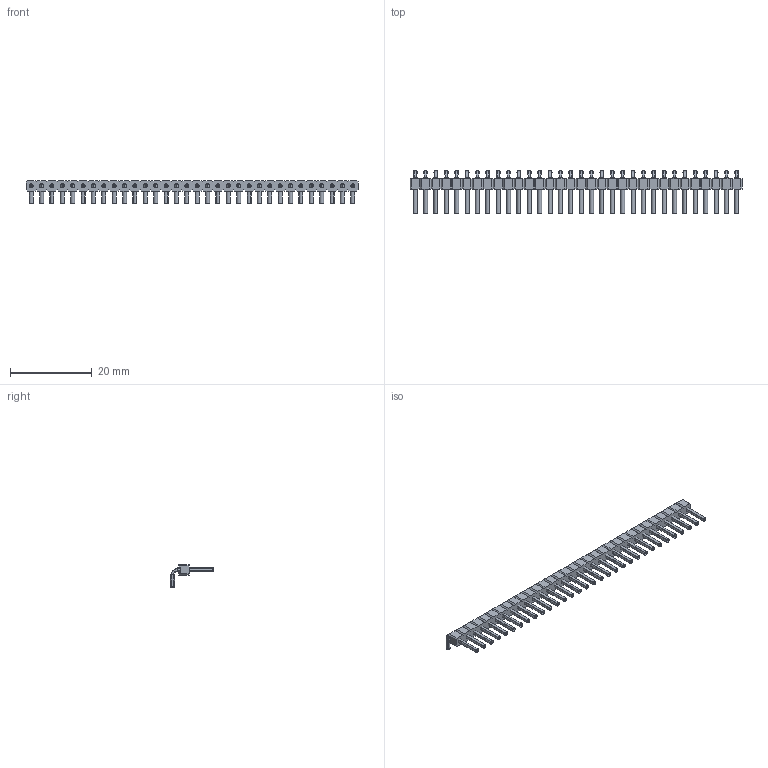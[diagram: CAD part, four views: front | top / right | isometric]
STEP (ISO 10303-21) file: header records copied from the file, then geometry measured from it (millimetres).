
FILE_DESCRIPTION(/* description */ ('-'),/* implementation_level */ '2;1');
FILE_NAME(/* name */ 'Stiftleiste, RM 2,54 mm - 6-3 mm, gewinkelt 90° stehend - 1 x 32 - schwarz',/* time_stamp */ '2022-04-28T23:38:27+02:00',/* author */ ('c.wilms'),/* organization */ ('-'),/* preprocessor_version */ 'ST-DEVELOPER v16.7',/* originating_system */ 'Solid Edge',/* authorisation */ 'Unknown');
FILE_SCHEMA (('AP242_MANAGED_MODEL_BASED_3D_ENGINEERING_MIM_LF { 1 0 10303 442 1 1 4 }','AUTOMOTIVE_DESIGN {1 0 10303 214 3 1 1}'));
Length unit declared in the file: millimetre
Products named in the file (3): Stiftleiste, RM 2,54 mm - 6-3 mm, gewinkelt 90° stehend - 1 x 32 - sc
hwarz; Stiftleiste, RM 2,54 mm - Träger - 1 x 32 - schwarz; Stiftleiste, RM 2,54 mm - Stift, Reihe 1 -  6-3 mm, gewinkelt 90° ste
hend
Assembly tree (33 placements, depth 2):
  Stiftleiste, RM 2,54 mm - 6-3 mm, gewinkelt 90° stehend - 1 x 32 - sc
hwarz
    Stiftleiste, RM 2,54 mm - Träger - 1 x 32 - schwarz
    Stiftleiste, RM 2,54 mm - Stift, Reihe 1 -  6-3 mm, gewinkelt 90° ste
hend  x32
Bounding box: 81.28 x 10.56 x 5.54 mm (x, y, z)
Volume: 606.3 mm3; surface area: 3370.9 mm2
Topology: 33 solids, 97 shells, 1480 faces, 3986 edges, 2572 vertices
Faces by surface type: plane 840, cylinder 512, torus 128
Full cylindrical faces by diameter (mm): 1 x64
Entity records: 16695 total; most frequent: CARTESIAN_POINT 2924, ORIENTED_EDGE 2880, DIRECTION 2778, EDGE_CURVE 1442, LINE 1150, VECTOR 1150, VERTEX_POINT 960, AXIS2_PLACEMENT_3D 814
